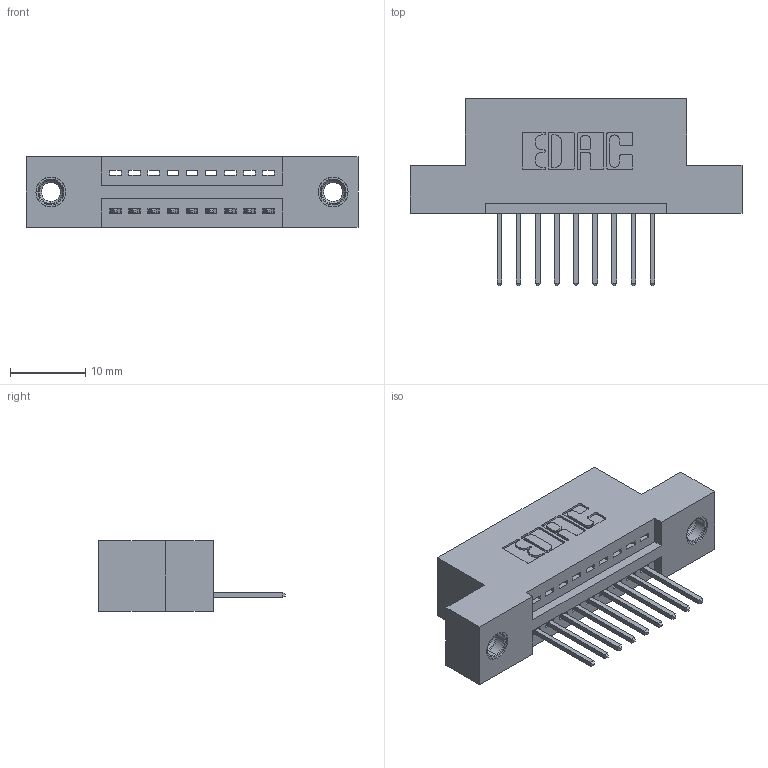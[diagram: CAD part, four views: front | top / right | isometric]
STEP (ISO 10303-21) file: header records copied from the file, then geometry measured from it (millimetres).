
FILE_DESCRIPTION (( 'STEP AP203' ), '1' );
FILE_NAME ('345-009-523-107.STEP', '2018-08-17T05:50:05', ( '' ), ( '' ), 'SwSTEP 2.0', 'SolidWorks 2016', '' );
FILE_SCHEMA (( 'CONFIG_CONTROL_DESIGN' ));
Length unit declared in the file: inch
Products named in the file (4): 345 Part_Flush Mounting Lugs - 0.156 Dia-TI; 345-292-001_345-293-123; 345-250-001_345-250-005-103; 345-009-523-107
Assembly tree (12 placements, depth 2):
  345-009-523-107
    345 Part_Flush Mounting Lugs - 0.156 Dia-TI
    345-292-001_345-293-123  x9
    345-250-001_345-250-005-103  x2
Bounding box: 44.07 x 24.82 x 9.4 mm (x, y, z)
Volume: 3898.4 mm3; surface area: 4774.5 mm2
Topology: 12 solids, 12 shells, 708 faces, 2061 edges, 1354 vertices
Faces by surface type: plane 472, cylinder 220, cone 12, torus 4
Entity records: 12420 total; most frequent: CARTESIAN_POINT 2134, ORIENTED_EDGE 2070, DIRECTION 1939, EDGE_CURVE 1035, LINE 847, VECTOR 847, VERTEX_POINT 684, AXIS2_PLACEMENT_3D 546
